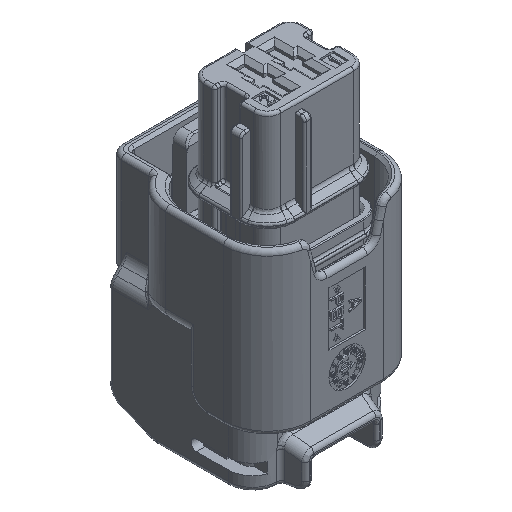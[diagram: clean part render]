
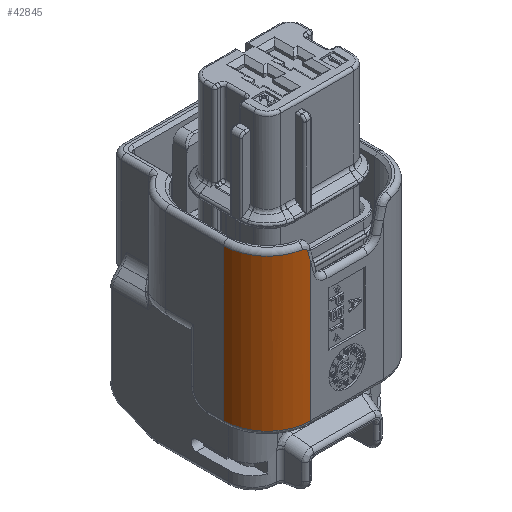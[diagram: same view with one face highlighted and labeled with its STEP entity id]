
A CAD part, isometric view. The second image highlights one B-rep face of the part: STEP entity #42845.
In plain terms, the highlighted cylindrical face has radius 4.8 mm (diameter 9.6 mm), a partial arc.
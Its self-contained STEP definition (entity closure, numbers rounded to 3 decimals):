
#10598=CARTESIAN_POINT('',(-4.,-2.75,-24.2));
#10599=DIRECTION('',(0.,0.,-1.));
#10600=DIRECTION('',(0.,-1.,0.));
#10601=AXIS2_PLACEMENT_3D('',#10598,#10599,#10600);
#10603=DIRECTION('',(0.,0.,-1.));
#10604=VECTOR('',#10603,16.7);
#10605=CARTESIAN_POINT('',(-8.8,-2.75,-7.5));
#10606=LINE('',#10605,#10604);
#10607=CARTESIAN_POINT('',(-4.,-2.75,-7.5));
#10608=DIRECTION('',(0.,0.,1.));
#10609=DIRECTION('',(-1.,0.,0.));
#10610=AXIS2_PLACEMENT_3D('',#10607,#10608,#10609);
#10612=CARTESIAN_POINT('',(-4.872,-7.47,
-7.5));
#10613=CARTESIAN_POINT('',(-4.83,-7.478,
-7.5));
#10614=CARTESIAN_POINT('',(-4.749,-7.492,
-7.508));
#10615=CARTESIAN_POINT('',(-4.631,-7.509,
-7.544));
#10616=CARTESIAN_POINT('',(-4.525,-7.522,
-7.603));
#10617=CARTESIAN_POINT('',(-4.436,-7.53,
-7.68));
#10618=CARTESIAN_POINT('',(-4.368,-7.536,
-7.774));
#10619=CARTESIAN_POINT('',(-4.34,-7.538,
-7.843));
#10620=CARTESIAN_POINT('',(-4.33,-7.539,
-7.879));
#10622=CARTESIAN_POINT('',(-4.33,-7.539,
-7.879));
#10623=CARTESIAN_POINT('',(-4.293,-7.541,
-8.01));
#10624=CARTESIAN_POINT('',(-4.22,-7.545,
-8.273));
#10625=CARTESIAN_POINT('',(-4.11,-7.549,
-8.667));
#10626=CARTESIAN_POINT('',(-4.037,-7.55,
-8.93));
#10627=CARTESIAN_POINT('',(-4.,-7.55,-9.062));
#14260=DIRECTION('',(0.,0.,1.));
#14261=VECTOR('',#14260,15.138);
#14262=CARTESIAN_POINT('',(-4.,-7.55,-24.2));
#14263=LINE('',#14262,#14261);
#22761=CARTESIAN_POINT('',(-8.8,-2.75,-7.5));
#22762=VERTEX_POINT('',#22761);
#22765=CARTESIAN_POINT('',(-4.872,-7.47,-7.5));
#22766=VERTEX_POINT('',#22765);
#22796=VERTEX_POINT('',#10620);
#22798=VERTEX_POINT('',#10627);
#24061=CARTESIAN_POINT('',(-8.8,-2.75,-24.2));
#24062=VERTEX_POINT('',#24061);
#24065=CARTESIAN_POINT('',(-4.,-7.55,-24.2));
#24066=VERTEX_POINT('',#24065);
#42828=CARTESIAN_POINT('',(-4.,-2.75,-23.1));
#42829=DIRECTION('',(0.,0.,1.));
#42830=DIRECTION('',(1.,0.,0.));
#42831=AXIS2_PLACEMENT_3D('',#42828,#42829,#42830);
#42832=CYLINDRICAL_SURFACE('',#42831,4.8);
#42833=ORIENTED_EDGE('',*,*,#42821,.T.);
#42834=ORIENTED_EDGE('',*,*,#39430,.F.);
#42836=ORIENTED_EDGE('',*,*,#42835,.T.);
#42838=ORIENTED_EDGE('',*,*,#42837,.T.);
#42840=ORIENTED_EDGE('',*,*,#42839,.T.);
#42842=ORIENTED_EDGE('',*,*,#42841,.F.);
#42843=EDGE_LOOP('',(#42833,#42834,#42836,#42838,#42840,#42842));
#42844=FACE_OUTER_BOUND('',#42843,.F.);
#42845=ADVANCED_FACE('',(#42844),#42832,.T.);
#10602=CIRCLE('',#10601,4.8);
#10611=CIRCLE('',#10610,4.8);
#10621=B_SPLINE_CURVE_WITH_KNOTS('',3,(#10612,#10613,#10614,#10615,#10616,
#10617,#10618,#10619,#10620),.UNSPECIFIED.,.F.,.F.,(4,1,1,1,1,1,4),(0.,
0.167,0.333,0.5,0.667,0.833,
1.),.UNSPECIFIED.);
#10628=B_SPLINE_CURVE_WITH_KNOTS('',3,(#10622,#10623,#10624,#10625,#10626,
#10627),.UNSPECIFIED.,.F.,.F.,(4,1,1,4),(0.,0.333,
0.667,1.),.UNSPECIFIED.);
#39430=EDGE_CURVE('',#22762,#24062,#10606,.T.);
#42821=EDGE_CURVE('',#24066,#24062,#10602,.T.);
#42835=EDGE_CURVE('',#22762,#22766,#10611,.T.);
#42837=EDGE_CURVE('',#22766,#22796,#10621,.T.);
#42839=EDGE_CURVE('',#22796,#22798,#10628,.T.);
#42841=EDGE_CURVE('',#24066,#22798,#14263,.T.);
